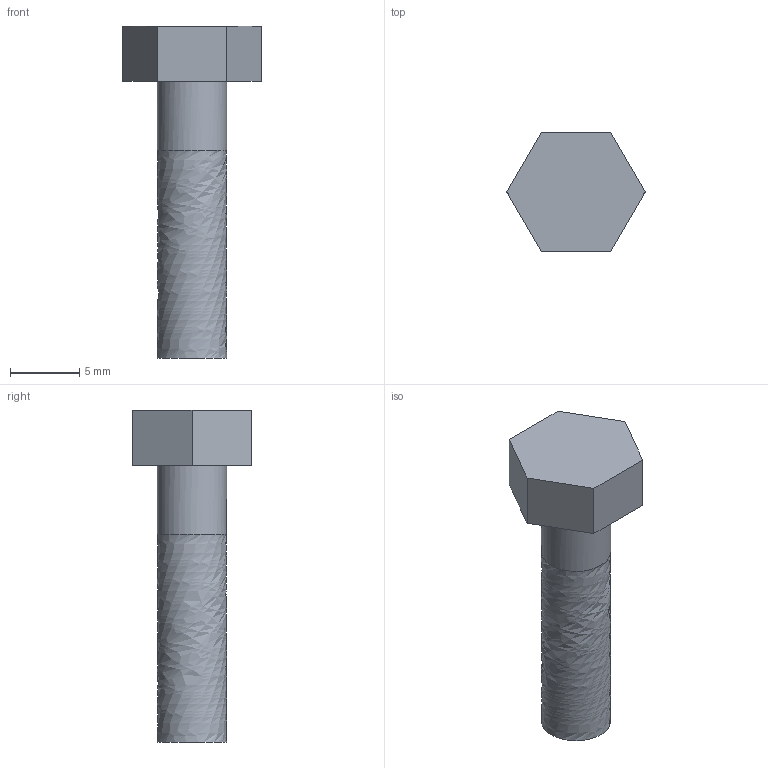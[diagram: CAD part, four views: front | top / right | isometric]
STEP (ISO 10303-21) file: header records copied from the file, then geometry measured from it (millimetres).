
FILE_DESCRIPTION(('Zoo Text-to-CAD'),'1');
FILE_NAME('Zoo Text-to-CAD model','2024-09-02T10:21:36',('Author'),('Zoo'),'Zoo Text-to-CAD','text-to-cad.zoo.dev','Unknown');
FILE_SCHEMA(('AUTOMOTIVE_DESIGN { 1 0 10303 214 1 1 1 1 }'));
Length unit declared in the file: millimetre
Products named in the file (1): Zoo Text-to-CAD
Bounding box: 10 x 8.66 x 24 mm (x, y, z)
Volume: 652.5 mm3; surface area: 564.1 mm2
Topology: 1 solids, 1 shells, 11 faces, 23 edges, 15 vertices
Faces by surface type: plane 9, bspline 1, cylinder 1
Full cylindrical faces by diameter (mm): 5 x1
Entity records: 1017 total; most frequent: CARTESIAN_POINT 531, DIRECTION 87, LINE 59, VECTOR 59, ORIENTED_EDGE 46, PCURVE 46, DEFINITIONAL_REPRESENTATION 46, EDGE_CURVE 23
